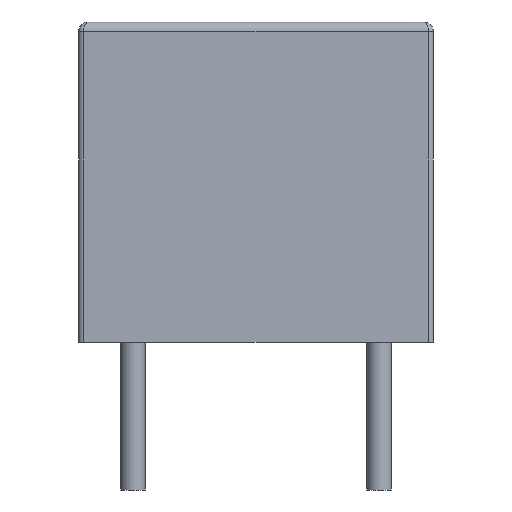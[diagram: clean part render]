
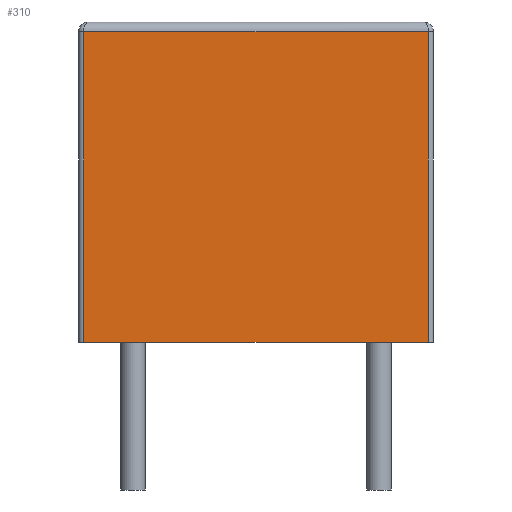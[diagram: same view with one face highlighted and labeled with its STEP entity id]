
A CAD part, front view. The second image highlights one B-rep face of the part: STEP entity #310.
In plain terms, the highlighted planar face has unit normal (0, -1, 0).
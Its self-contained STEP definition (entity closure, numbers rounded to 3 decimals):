
#73 = VERTEX_POINT('',#74);
#74 = CARTESIAN_POINT('',(-1.,-1.2,0.));
#81 = EDGE_CURVE('',#82,#73,#84,.T.);
#82 = VERTEX_POINT('',#83);
#83 = CARTESIAN_POINT('',(6.,-1.2,0.));
#84 = LINE('',#85,#86);
#85 = CARTESIAN_POINT('',(6.1,-1.2,0.));
#86 = VECTOR('',#87,1.);
#87 = DIRECTION('',(-1.,0.,0.));
#266 = EDGE_CURVE('',#73,#267,#269,.T.);
#267 = VERTEX_POINT('',#268);
#268 = CARTESIAN_POINT('',(-1.,-1.2,6.3));
#269 = LINE('',#270,#271);
#270 = CARTESIAN_POINT('',(-1.,-1.2,0.));
#271 = VECTOR('',#272,1.);
#272 = DIRECTION('',(0.,0.,1.));
#310 = ADVANCED_FACE('',(#311),#329,.T.);
#311 = FACE_BOUND('',#312,.T.);
#312 = EDGE_LOOP('',(#313,#314,#315,#323));
#313 = ORIENTED_EDGE('',*,*,#266,.F.);
#314 = ORIENTED_EDGE('',*,*,#81,.F.);
#315 = ORIENTED_EDGE('',*,*,#316,.F.);
#316 = EDGE_CURVE('',#317,#82,#319,.T.);
#317 = VERTEX_POINT('',#318);
#318 = CARTESIAN_POINT('',(6.,-1.2,6.3));
#319 = LINE('',#320,#321);
#320 = CARTESIAN_POINT('',(6.,-1.2,0.));
#321 = VECTOR('',#322,1.);
#322 = DIRECTION('',(0.,0.,-1.));
#323 = ORIENTED_EDGE('',*,*,#324,.F.);
#324 = EDGE_CURVE('',#267,#317,#325,.T.);
#325 = LINE('',#326,#327);
#326 = CARTESIAN_POINT('',(0.7,-1.2,6.3));
#327 = VECTOR('',#328,1.);
#328 = DIRECTION('',(1.,0.,0.));
#329 = PLANE('',#330);
#330 = AXIS2_PLACEMENT_3D('',#331,#332,#333);
#331 = CARTESIAN_POINT('',(-1.1,-1.2,0.));
#332 = DIRECTION('',(0.,-1.,0.));
#333 = DIRECTION('',(1.,0.,0.));
